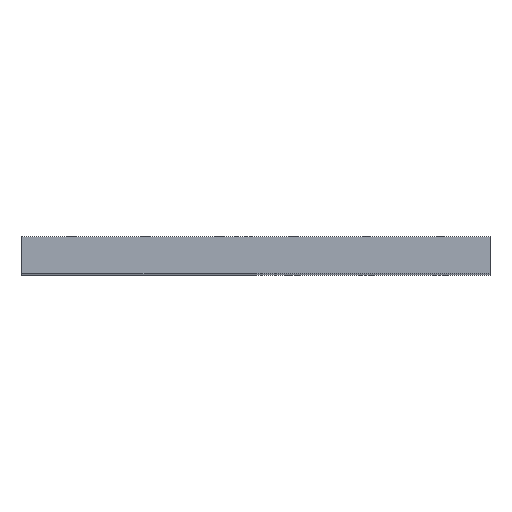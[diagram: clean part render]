
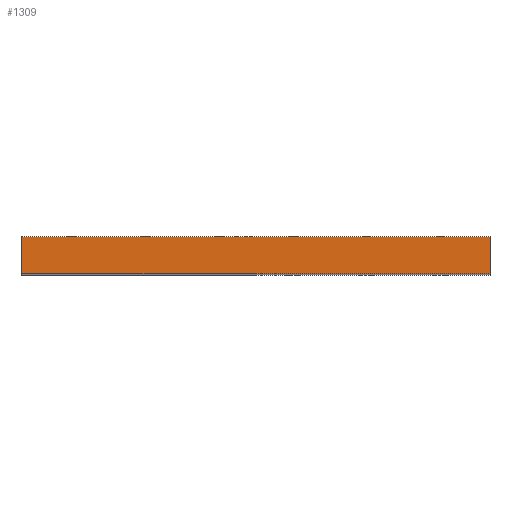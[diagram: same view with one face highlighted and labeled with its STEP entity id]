
A CAD part, top view. The second image highlights one B-rep face of the part: STEP entity #1309.
In plain terms, the highlighted planar face has unit normal (0, 0, 1).
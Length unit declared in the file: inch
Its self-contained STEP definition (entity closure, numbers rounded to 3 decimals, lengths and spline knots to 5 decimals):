
#23 = DIRECTION ( 'NONE',  ( 0., 1., 0. ) ) ;
#73 = VERTEX_POINT ( 'NONE', #419 ) ;
#106 = VERTEX_POINT ( 'NONE', #1193 ) ;
#206 = ORIENTED_EDGE ( 'NONE', *, *, #847, .T. ) ;
#222 = EDGE_LOOP ( 'NONE', ( #887, #466, #1283, #206 ) ) ;
#234 = EDGE_CURVE ( 'NONE', #106, #1362, #594, .T. ) ;
#312 = CARTESIAN_POINT ( 'NONE',  ( 9.5, -0.75, 42. ) ) ;
#322 = DIRECTION ( 'NONE',  ( 0., -1., 0. ) ) ;
#340 = CARTESIAN_POINT ( 'NONE',  ( -9.5, -0.75, 42. ) ) ;
#419 = CARTESIAN_POINT ( 'NONE',  ( 9.5, 0.75, 42. ) ) ;
#420 = CARTESIAN_POINT ( 'NONE',  ( 9.5, -0.75, 42. ) ) ;
#448 = CARTESIAN_POINT ( 'NONE',  ( -9.5, -0.75, 42. ) ) ;
#455 = VERTEX_POINT ( 'NONE', #312 ) ;
#459 = LINE ( 'NONE', #849, #1539 ) ;
#466 = ORIENTED_EDGE ( 'NONE', *, *, #1261, .T. ) ;
#578 = VECTOR ( 'NONE', #23, 39.37008 ) ;
#594 = LINE ( 'NONE', #448, #1048 ) ;
#601 = VECTOR ( 'NONE', #1349, 39.37008 ) ;
#632 = CARTESIAN_POINT ( 'NONE',  ( 0., 0., 42. ) ) ;
#675 = LINE ( 'NONE', #1233, #601 ) ;
#704 = AXIS2_PLACEMENT_3D ( 'NONE', #632, #1022, #1475 ) ;
#847 = EDGE_CURVE ( 'NONE', #73, #106, #459, .T. ) ;
#849 = CARTESIAN_POINT ( 'NONE',  ( 9.5, 0.75, 42. ) ) ;
#879 = FACE_OUTER_BOUND ( 'NONE', #222, .T. ) ;
#887 = ORIENTED_EDGE ( 'NONE', *, *, #234, .T. ) ;
#926 = LINE ( 'NONE', #420, #578 ) ;
#977 = DIRECTION ( 'NONE',  ( -1., 0., 0. ) ) ;
#1019 = PLANE ( 'NONE',  #704 ) ;
#1022 = DIRECTION ( 'NONE',  ( 0., 0., 1. ) ) ;
#1048 = VECTOR ( 'NONE', #322, 39.37008 ) ;
#1193 = CARTESIAN_POINT ( 'NONE',  ( -9.5, 0.75, 42. ) ) ;
#1233 = CARTESIAN_POINT ( 'NONE',  ( 9.5, -0.75, 42. ) ) ;
#1261 = EDGE_CURVE ( 'NONE', #1362, #455, #675, .T. ) ;
#1283 = ORIENTED_EDGE ( 'NONE', *, *, #1531, .T. ) ;
#1309 = ADVANCED_FACE ( 'NONE', ( #879 ), #1019, .T. ) ;
#1349 = DIRECTION ( 'NONE',  ( 1., 0., 0. ) ) ;
#1362 = VERTEX_POINT ( 'NONE', #340 ) ;
#1475 = DIRECTION ( 'NONE',  ( 1., 0., 0. ) ) ;
#1531 = EDGE_CURVE ( 'NONE', #455, #73, #926, .T. ) ;
#1539 = VECTOR ( 'NONE', #977, 39.37008 ) ;
